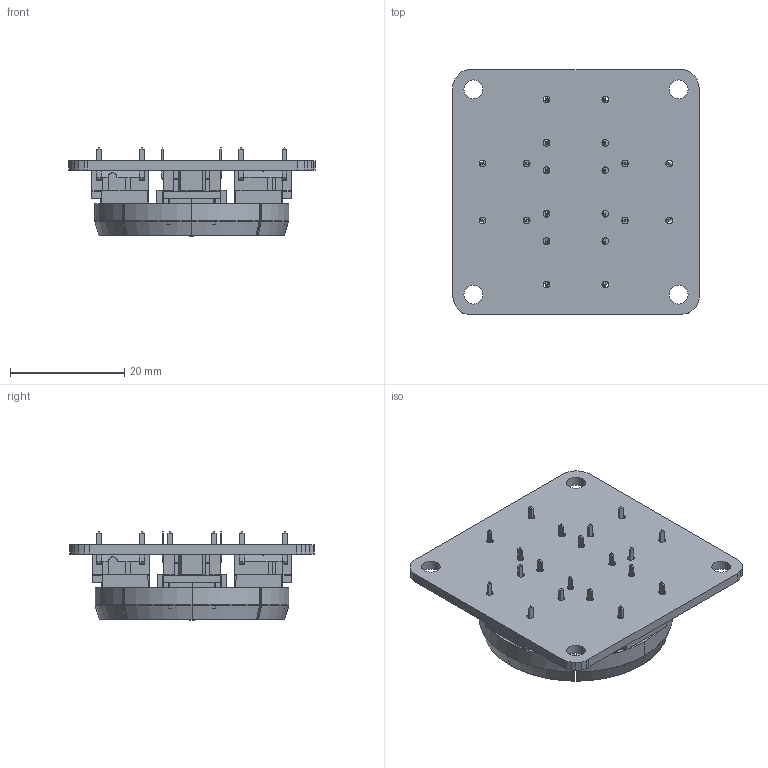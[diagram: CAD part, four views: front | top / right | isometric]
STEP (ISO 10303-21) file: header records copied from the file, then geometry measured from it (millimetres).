
FILE_DESCRIPTION(('Open CASCADE Model'),'2;1');
FILE_NAME('Open CASCADE Shape Model','2017-04-09T10:33:48',('Author'),( 'Open CASCADE'),'Open CASCADE STEP processor 6.2','Open CASCADE 6.2' ,'Unknown');
FILE_SCHEMA(('AUTOMOTIVE_DESIGN { 1 0 10303 214 1 1 1 1 }'));
Length unit declared in the file: millimetre
Products named in the file (8): PCB; Board; S1; 偌瑩郪; 說倛偌瑩; 懦伎す簽偌聽; 懦伎詢簽偌聽; 埴倛偌瑩簽
Assembly tree (13 placements, depth 4):
  PCB
    Board
    S1
      偌瑩郪
        說倛偌瑩  x4
        懦伎す簽偌聽  x4
        懦伎詢簽偌聽
        埴倛偌瑩簽
Bounding box: 43.18 x 42.93 x 15.53 mm (x, y, z)
Volume: 8266.6 mm3; surface area: 12436.8 mm2
Topology: 21 solids, 21 shells, 1562 faces, 4180 edges, 2691 vertices
Faces by surface type: plane 1128, cylinder 250, torus 51, bspline 48, cone 47, sphere 30, revolution 8
Full cylindrical faces by diameter (mm): 1.168 x20, 3.3 x4
Entity records: 55845 total; most frequent: CARTESIAN_POINT 19349, DIRECTION 6016, LINE 3701, VECTOR 3701, ORIENTED_EDGE 3688, PCURVE 3688, DEFINITIONAL_REPRESENTATION 3688, EDGE_CURVE 1844
